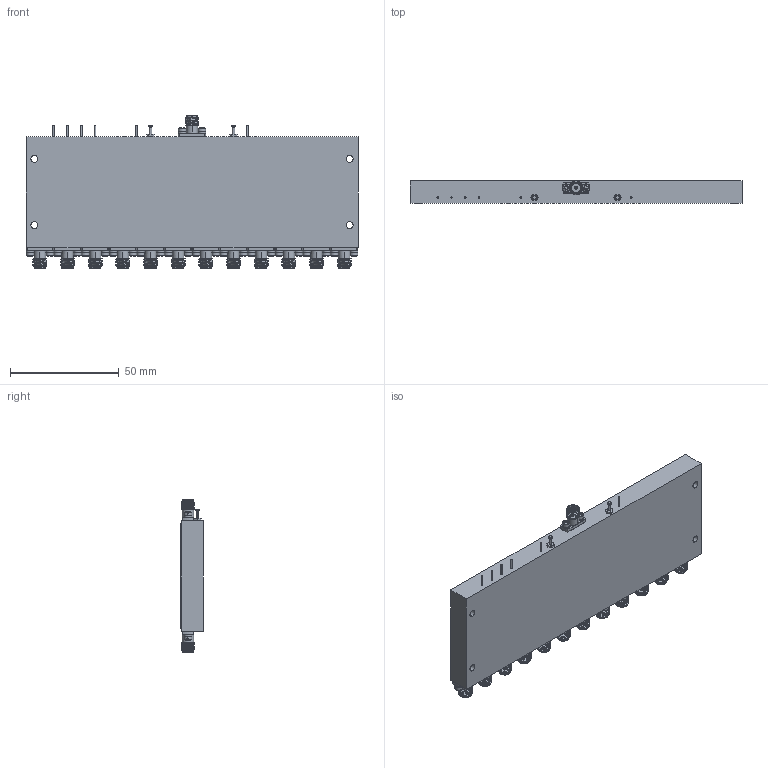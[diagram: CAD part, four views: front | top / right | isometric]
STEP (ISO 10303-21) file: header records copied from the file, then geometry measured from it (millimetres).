
FILE_DESCRIPTION (( 'STEP AP214' ), '1' );
FILE_NAME ('P12T-0R5G18G-60-T-SFF.STEP', '2025-04-08T17:05:50', ( '' ), ( '' ), 'SwSTEP 2.0', 'SolidWorks 2024', '' );
FILE_SCHEMA (( 'AUTOMOTIVE_DESIGN' ));
Length unit declared in the file: inch
Products named in the file (1): P12T-0R5G18G-60-T-SFF
Bounding box: 152.4 x 10.29 x 69.85 mm (x, y, z)
Volume: 83127 mm3; surface area: 41912.9 mm2
Topology: 97 solids, 97 shells, 3063 faces, 8687 edges, 6004 vertices
Faces by surface type: plane 1130, cylinder 845, torus 576, cone 252, sphere 210, bspline 50
Entity records: 133828 total; most frequent: CARTESIAN_POINT 40771, ORIENTED_EDGE 17014, DIRECTION 16734, EDGE_CURVE 8507, AXIS2_PLACEMENT_3D 6720, VERTEX_POINT 6004, CIRCLE 3706, EDGE_LOOP 3489
